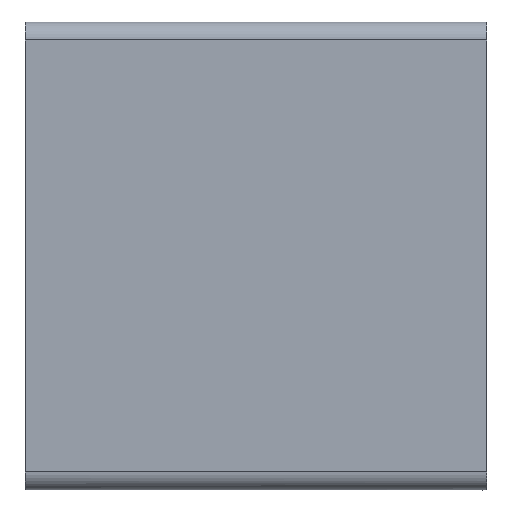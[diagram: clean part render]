
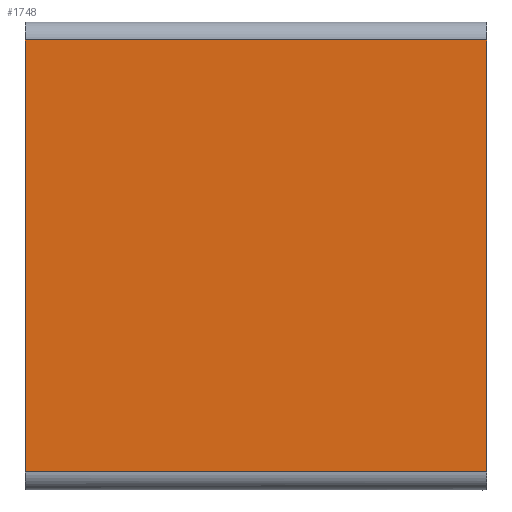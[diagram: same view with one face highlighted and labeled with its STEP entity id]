
A CAD part, left-side view. The second image highlights one B-rep face of the part: STEP entity #1748.
In plain terms, the highlighted planar face has unit normal (-1, 0, 0).
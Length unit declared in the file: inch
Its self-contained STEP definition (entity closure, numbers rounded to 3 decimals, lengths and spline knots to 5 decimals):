
#56=PLANE('',#1989);
#93=LINE('',#3028,#191);
#97=LINE('',#3041,#195);
#107=LINE('',#3186,#205);
#155=LINE('',#3679,#253);
#191=VECTOR('',#2164,0.3937);
#195=VECTOR('',#2176,0.3937);
#205=VECTOR('',#2260,0.3937);
#253=VECTOR('',#2516,0.3937);
#404=FACE_OUTER_BOUND('',#519,.T.);
#519=EDGE_LOOP('',(#1596,#1597,#1598,#1599));
#741=VERTEX_POINT('',#3025);
#742=VERTEX_POINT('',#3027);
#747=VERTEX_POINT('',#3039);
#775=VERTEX_POINT('',#3185);
#925=EDGE_CURVE('',#741,#742,#93,.T.);
#932=EDGE_CURVE('',#747,#741,#97,.T.);
#972=EDGE_CURVE('',#742,#775,#107,.T.);
#1096=EDGE_CURVE('',#775,#747,#155,.T.);
#1596=ORIENTED_EDGE('',*,*,#925,.F.);
#1597=ORIENTED_EDGE('',*,*,#932,.F.);
#1598=ORIENTED_EDGE('',*,*,#1096,.F.);
#1599=ORIENTED_EDGE('',*,*,#972,.F.);
#1748=ADVANCED_FACE('',(#404),#56,.T.);
#1989=AXIS2_PLACEMENT_3D('',#3678,#2514,#2515);
#2164=DIRECTION('',(0.,1.,0.));
#2176=DIRECTION('',(0.,0.,-1.));
#2260=DIRECTION('',(0.,0.,1.));
#2514=DIRECTION('center_axis',(-1.,0.,0.));
#2515=DIRECTION('ref_axis',(0.,0.,-1.));
#2516=DIRECTION('',(0.,-1.,0.));
#3025=CARTESIAN_POINT('',(-0.25,-2.961,-2.875));
#3027=CARTESIAN_POINT('',(-0.25,0.244,-2.875));
#3028=CARTESIAN_POINT('',(-0.25,0.,-2.875));
#3039=CARTESIAN_POINT('',(-0.25,-2.961,0.125));
#3041=CARTESIAN_POINT('',(-0.25,-2.961,0.25));
#3185=CARTESIAN_POINT('',(-0.25,0.244,0.125));
#3186=CARTESIAN_POINT('',(-0.25,0.244,-3.));
#3678=CARTESIAN_POINT('Origin',(-0.25,0.,0.25));
#3679=CARTESIAN_POINT('',(-0.25,0.,0.125));
